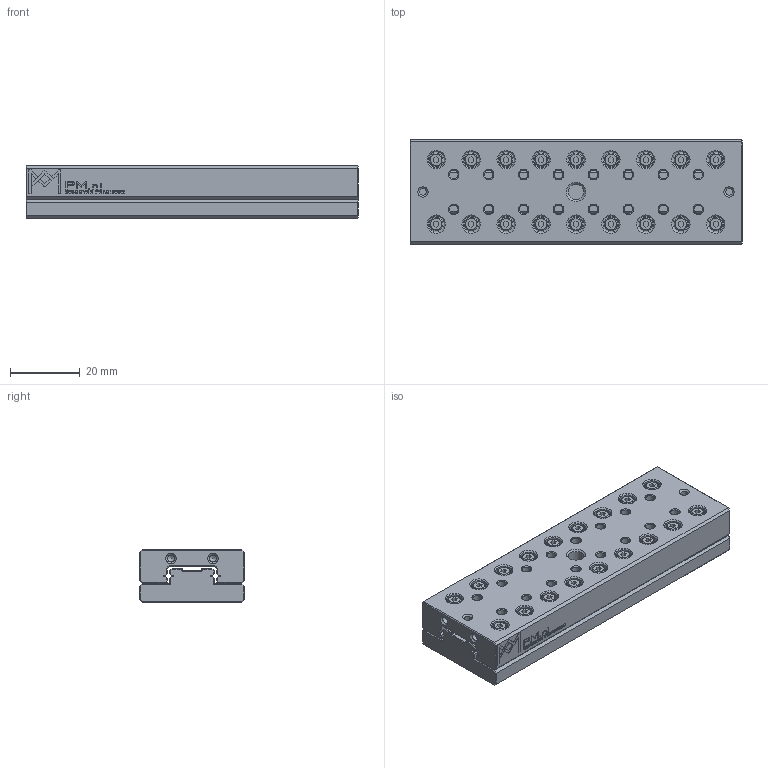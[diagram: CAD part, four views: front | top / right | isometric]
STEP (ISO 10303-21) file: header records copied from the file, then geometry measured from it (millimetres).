
FILE_DESCRIPTION(/* description */ (''),/* implementation_level */ '2;1');
FILE_NAME(/* name */ 'RTA-1590.stp',/* time_stamp */ '2024-09-11T08:50:34+02:00',/* author */ (''),/* organization */ (''),/* preprocessor_version */ 'ST-DEVELOPER v16.7',/* originating_system */ 'SIEMENS PLM Software NX 12.0',/* authorisation */ '');
FILE_SCHEMA (('AUTOMOTIVE_DESIGN { 1 0 10303 214 3 1 1 1 }'));
Length unit declared in the file: millimetre
Products named in the file (1): RTA-1590_stp
Bounding box: 95 x 30 x 15 mm (x, y, z)
Volume: 38638.5 mm3; surface area: 20195.3 mm2
Topology: 2 solids, 2 shells, 1361 faces, 3313 edges, 2154 vertices
Faces by surface type: plane 930, bspline 180, cone 131, cylinder 120
Full cylindrical faces by diameter (mm): 2 x15, 2.5 x16, 3 x6, 3.8 x36, 4.5 x1, 4.6 x36, 5 x4
Entity records: 42914 total; most frequent: CARTESIAN_POINT 8982, ORIENTED_EDGE 6074, DIRECTION 5400, EDGE_CURVE 3037, LINE 2302, VECTOR 2302, VERTEX_POINT 2123, EDGE_LOOP 1846
